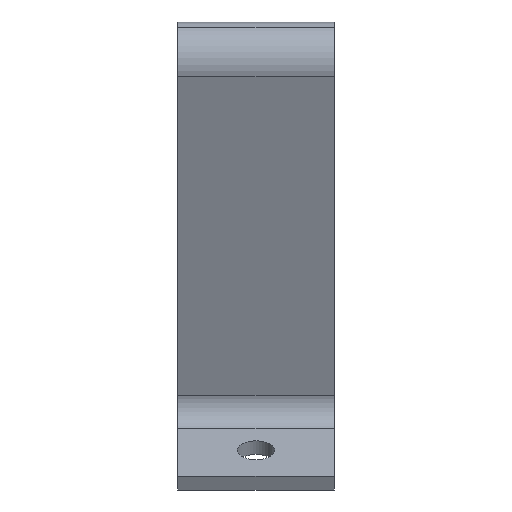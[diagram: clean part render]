
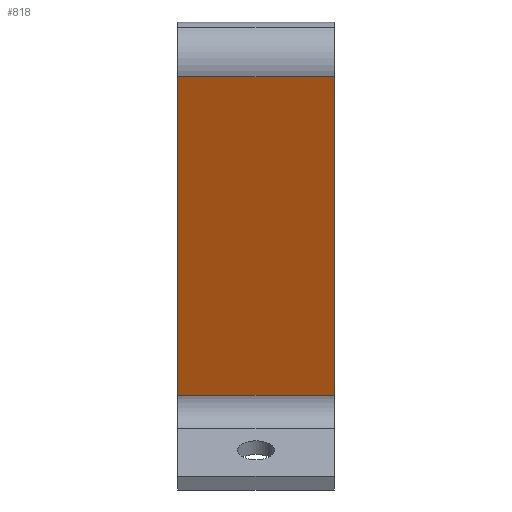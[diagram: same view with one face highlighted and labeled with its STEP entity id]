
A CAD part, front view. The second image highlights one B-rep face of the part: STEP entity #818.
In plain terms, the highlighted planar face has unit normal (0, -0.917, -0.398).
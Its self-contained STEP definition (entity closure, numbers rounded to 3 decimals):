
#805=AXIS2_PLACEMENT_3D('Plane Axis2P3D',#802,#803,#804) ;
#192=CARTESIAN_POINT('Vertex',(0.,16.226,10.861)) ;
#195=CARTESIAN_POINT('Line Origine',(0.,8.299,29.121)) ;
#199=CARTESIAN_POINT('Vertex',(0.,0.372,47.38)) ;
#296=CARTESIAN_POINT('Vertex',(18.,0.372,47.38)) ;
#299=CARTESIAN_POINT('Line Origine',(18.,8.299,29.121)) ;
#303=CARTESIAN_POINT('Vertex',(18.,16.226,10.861)) ;
#790=CARTESIAN_POINT('Line Origine',(18.,16.226,10.861)) ;
#802=CARTESIAN_POINT('Axis2P3D Location',(18.,0.372,47.38)) ;
#807=CARTESIAN_POINT('Line Origine',(9.,0.372,47.38)) ;
#196=DIRECTION('Vector Direction',(0.,0.398,-0.917)) ;
#300=DIRECTION('Vector Direction',(0.,0.398,-0.917)) ;
#791=DIRECTION('Vector Direction',(1.,0.,0.)) ;
#803=DIRECTION('Axis2P3D Direction',(-0.,0.917,0.398)) ;
#804=DIRECTION('Axis2P3D XDirection',(0.,-0.398,0.917)) ;
#808=DIRECTION('Vector Direction',(-1.,0.,0.)) ;
#197=VECTOR('Line Direction',#196,1.) ;
#301=VECTOR('Line Direction',#300,1.) ;
#792=VECTOR('Line Direction',#791,1.) ;
#809=VECTOR('Line Direction',#808,1.) ;
#813=ORIENTED_EDGE('',*,*,#201,.T.) ;
#814=ORIENTED_EDGE('',*,*,#794,.F.) ;
#815=ORIENTED_EDGE('',*,*,#305,.F.) ;
#816=ORIENTED_EDGE('',*,*,#811,.T.) ;
#818=ADVANCED_FACE('_TSTW D4.3 1610110000',(#817),#806,.F.) ;
#201=EDGE_CURVE('',#200,#193,#198,.T.) ;
#305=EDGE_CURVE('',#297,#304,#302,.T.) ;
#794=EDGE_CURVE('',#304,#193,#793,.F.) ;
#811=EDGE_CURVE('',#297,#200,#810,.T.) ;
#812=EDGE_LOOP('',(#813,#814,#815,#816)) ;
#817=FACE_OUTER_BOUND('',#812,.T.) ;
#198=LINE('Line',#195,#197) ;
#302=LINE('Line',#299,#301) ;
#793=LINE('Line',#790,#792) ;
#810=LINE('Line',#807,#809) ;
#806=PLANE('',#805) ;
#193=VERTEX_POINT('',#192) ;
#200=VERTEX_POINT('',#199) ;
#297=VERTEX_POINT('',#296) ;
#304=VERTEX_POINT('',#303) ;
